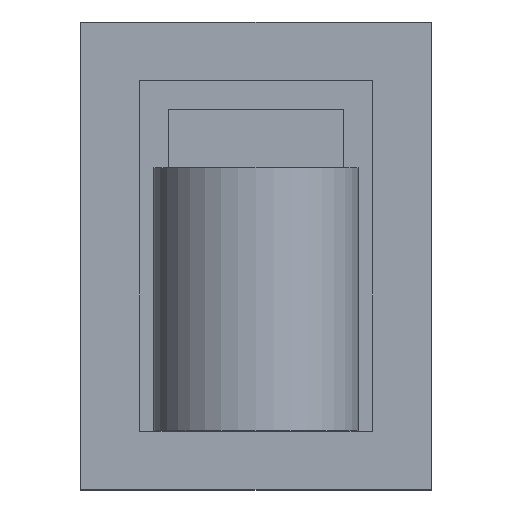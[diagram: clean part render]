
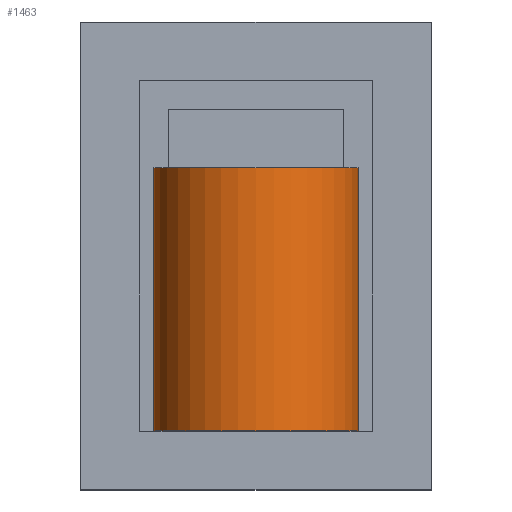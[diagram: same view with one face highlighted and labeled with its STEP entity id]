
A CAD part, top view. The second image highlights one B-rep face of the part: STEP entity #1463.
In plain terms, the highlighted cylindrical face has radius 3.5 mm (diameter 7 mm), a partial arc.
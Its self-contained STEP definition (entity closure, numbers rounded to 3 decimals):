
#415 = PLANE('',#416);
#416 = AXIS2_PLACEMENT_3D('',#417,#418,#419);
#417 = CARTESIAN_POINT('',(0.,-6.,6.807));
#418 = DIRECTION('',(0.,1.,0.));
#419 = DIRECTION('',(0.,0.,1.));
#1074 = VERTEX_POINT('',#1075);
#1075 = CARTESIAN_POINT('',(-3.5,-6.,9.5));
#1089 = PLANE('',#1090);
#1090 = AXIS2_PLACEMENT_3D('',#1091,#1092,#1093);
#1091 = CARTESIAN_POINT('',(-3.5,3.,2.));
#1092 = DIRECTION('',(-1.,0.,0.));
#1093 = DIRECTION('',(0.,0.,1.));
#1101 = EDGE_CURVE('',#1102,#1074,#1104,.T.);
#1102 = VERTEX_POINT('',#1103);
#1103 = CARTESIAN_POINT('',(3.5,-6.,9.5));
#1104 = SURFACE_CURVE('',#1105,(#1110,#1121),.PCURVE_S1.);
#1105 = CIRCLE('',#1106,3.5);
#1106 = AXIS2_PLACEMENT_3D('',#1107,#1108,#1109);
#1107 = CARTESIAN_POINT('',(0.,-6.,9.5));
#1108 = DIRECTION('',(0.,-1.,0.));
#1109 = DIRECTION('',(1.,0.,0.));
#1110 = PCURVE('',#415,#1111);
#1111 = DEFINITIONAL_REPRESENTATION('',(#1112),#1120);
#1112 = ( BOUNDED_CURVE() B_SPLINE_CURVE(2,(#1113,#1114,#1115,#1116,
#1117,#1118,#1119),.UNSPECIFIED.,.T.,.F.) B_SPLINE_CURVE_WITH_KNOTS((1,2
    ,2,2,2,1),(-2.094,0.,2.094,4.189,
6.283,8.378),.UNSPECIFIED.) CURVE() 
GEOMETRIC_REPRESENTATION_ITEM() RATIONAL_B_SPLINE_CURVE((1.,0.5,1.,0.5,
1.,0.5,1.)) REPRESENTATION_ITEM('') );
#1113 = CARTESIAN_POINT('',(2.693,3.5));
#1114 = CARTESIAN_POINT('',(8.755,3.5));
#1115 = CARTESIAN_POINT('',(5.724,-1.75));
#1116 = CARTESIAN_POINT('',(2.693,-7.));
#1117 = CARTESIAN_POINT('',(-0.338,-1.75));
#1118 = CARTESIAN_POINT('',(-3.369,3.5));
#1119 = CARTESIAN_POINT('',(2.693,3.5));
#1120 = ( GEOMETRIC_REPRESENTATION_CONTEXT(2) 
PARAMETRIC_REPRESENTATION_CONTEXT() REPRESENTATION_CONTEXT('2D SPACE',''
  ) );
#1121 = PCURVE('',#1122,#1127);
#1122 = CYLINDRICAL_SURFACE('',#1123,3.5);
#1123 = AXIS2_PLACEMENT_3D('',#1124,#1125,#1126);
#1124 = CARTESIAN_POINT('',(0.,3.,9.5));
#1125 = DIRECTION('',(0.,1.,0.));
#1126 = DIRECTION('',(1.,0.,0.));
#1127 = DEFINITIONAL_REPRESENTATION('',(#1128),#1132);
#1128 = LINE('',#1129,#1130);
#1129 = CARTESIAN_POINT('',(-0.,-9.));
#1130 = VECTOR('',#1131,1.);
#1131 = DIRECTION('',(-1.,0.));
#1132 = ( GEOMETRIC_REPRESENTATION_CONTEXT(2) 
PARAMETRIC_REPRESENTATION_CONTEXT() REPRESENTATION_CONTEXT('2D SPACE',''
  ) );
#1148 = PLANE('',#1149);
#1149 = AXIS2_PLACEMENT_3D('',#1150,#1151,#1152);
#1150 = CARTESIAN_POINT('',(3.5,3.,9.5));
#1151 = DIRECTION('',(1.,0.,0.));
#1152 = DIRECTION('',(0.,0.,-1.));
#1303 = PLANE('',#1304);
#1304 = AXIS2_PLACEMENT_3D('',#1305,#1306,#1307);
#1305 = CARTESIAN_POINT('',(0.,3.,6.807));
#1306 = DIRECTION('',(0.,1.,0.));
#1307 = DIRECTION('',(0.,0.,1.));
#1419 = VERTEX_POINT('',#1420);
#1420 = CARTESIAN_POINT('',(3.5,3.,9.5));
#1441 = EDGE_CURVE('',#1419,#1102,#1442,.T.);
#1442 = SURFACE_CURVE('',#1443,(#1447,#1454),.PCURVE_S1.);
#1443 = LINE('',#1444,#1445);
#1444 = CARTESIAN_POINT('',(3.5,3.,9.5));
#1445 = VECTOR('',#1446,1.);
#1446 = DIRECTION('',(0.,-1.,0.));
#1447 = PCURVE('',#1148,#1448);
#1448 = DEFINITIONAL_REPRESENTATION('',(#1449),#1453);
#1449 = LINE('',#1450,#1451);
#1450 = CARTESIAN_POINT('',(0.,0.));
#1451 = VECTOR('',#1452,1.);
#1452 = DIRECTION('',(0.,-1.));
#1453 = ( GEOMETRIC_REPRESENTATION_CONTEXT(2) 
PARAMETRIC_REPRESENTATION_CONTEXT() REPRESENTATION_CONTEXT('2D SPACE',''
  ) );
#1454 = PCURVE('',#1122,#1455);
#1455 = DEFINITIONAL_REPRESENTATION('',(#1456),#1460);
#1456 = LINE('',#1457,#1458);
#1457 = CARTESIAN_POINT('',(-0.,0.));
#1458 = VECTOR('',#1459,1.);
#1459 = DIRECTION('',(-0.,-1.));
#1460 = ( GEOMETRIC_REPRESENTATION_CONTEXT(2) 
PARAMETRIC_REPRESENTATION_CONTEXT() REPRESENTATION_CONTEXT('2D SPACE',''
  ) );
#1463 = ADVANCED_FACE('',(#1464),#1122,.T.);
#1464 = FACE_BOUND('',#1465,.F.);
#1465 = EDGE_LOOP('',(#1466,#1467,#1468,#1491));
#1466 = ORIENTED_EDGE('',*,*,#1441,.T.);
#1467 = ORIENTED_EDGE('',*,*,#1101,.T.);
#1468 = ORIENTED_EDGE('',*,*,#1469,.F.);
#1469 = EDGE_CURVE('',#1470,#1074,#1472,.T.);
#1470 = VERTEX_POINT('',#1471);
#1471 = CARTESIAN_POINT('',(-3.5,3.,9.5));
#1472 = SURFACE_CURVE('',#1473,(#1477,#1484),.PCURVE_S1.);
#1473 = LINE('',#1474,#1475);
#1474 = CARTESIAN_POINT('',(-3.5,3.,9.5));
#1475 = VECTOR('',#1476,1.);
#1476 = DIRECTION('',(0.,-1.,0.));
#1477 = PCURVE('',#1122,#1478);
#1478 = DEFINITIONAL_REPRESENTATION('',(#1479),#1483);
#1479 = LINE('',#1480,#1481);
#1480 = CARTESIAN_POINT('',(-3.142,0.));
#1481 = VECTOR('',#1482,1.);
#1482 = DIRECTION('',(-0.,-1.));
#1483 = ( GEOMETRIC_REPRESENTATION_CONTEXT(2) 
PARAMETRIC_REPRESENTATION_CONTEXT() REPRESENTATION_CONTEXT('2D SPACE',''
  ) );
#1484 = PCURVE('',#1089,#1485);
#1485 = DEFINITIONAL_REPRESENTATION('',(#1486),#1490);
#1486 = LINE('',#1487,#1488);
#1487 = CARTESIAN_POINT('',(7.5,0.));
#1488 = VECTOR('',#1489,1.);
#1489 = DIRECTION('',(0.,-1.));
#1490 = ( GEOMETRIC_REPRESENTATION_CONTEXT(2) 
PARAMETRIC_REPRESENTATION_CONTEXT() REPRESENTATION_CONTEXT('2D SPACE',''
  ) );
#1491 = ORIENTED_EDGE('',*,*,#1492,.F.);
#1492 = EDGE_CURVE('',#1419,#1470,#1493,.T.);
#1493 = SURFACE_CURVE('',#1494,(#1499,#1506),.PCURVE_S1.);
#1494 = CIRCLE('',#1495,3.5);
#1495 = AXIS2_PLACEMENT_3D('',#1496,#1497,#1498);
#1496 = CARTESIAN_POINT('',(0.,3.,9.5));
#1497 = DIRECTION('',(0.,-1.,0.));
#1498 = DIRECTION('',(1.,0.,0.));
#1499 = PCURVE('',#1122,#1500);
#1500 = DEFINITIONAL_REPRESENTATION('',(#1501),#1505);
#1501 = LINE('',#1502,#1503);
#1502 = CARTESIAN_POINT('',(-0.,0.));
#1503 = VECTOR('',#1504,1.);
#1504 = DIRECTION('',(-1.,0.));
#1505 = ( GEOMETRIC_REPRESENTATION_CONTEXT(2) 
PARAMETRIC_REPRESENTATION_CONTEXT() REPRESENTATION_CONTEXT('2D SPACE',''
  ) );
#1506 = PCURVE('',#1303,#1507);
#1507 = DEFINITIONAL_REPRESENTATION('',(#1508),#1516);
#1508 = ( BOUNDED_CURVE() B_SPLINE_CURVE(2,(#1509,#1510,#1511,#1512,
#1513,#1514,#1515),.UNSPECIFIED.,.T.,.F.) B_SPLINE_CURVE_WITH_KNOTS((1,2
    ,2,2,2,1),(-2.094,0.,2.094,4.189,
6.283,8.378),.UNSPECIFIED.) CURVE() 
GEOMETRIC_REPRESENTATION_ITEM() RATIONAL_B_SPLINE_CURVE((1.,0.5,1.,0.5,
1.,0.5,1.)) REPRESENTATION_ITEM('') );
#1509 = CARTESIAN_POINT('',(2.693,3.5));
#1510 = CARTESIAN_POINT('',(8.755,3.5));
#1511 = CARTESIAN_POINT('',(5.724,-1.75));
#1512 = CARTESIAN_POINT('',(2.693,-7.));
#1513 = CARTESIAN_POINT('',(-0.338,-1.75));
#1514 = CARTESIAN_POINT('',(-3.369,3.5));
#1515 = CARTESIAN_POINT('',(2.693,3.5));
#1516 = ( GEOMETRIC_REPRESENTATION_CONTEXT(2) 
PARAMETRIC_REPRESENTATION_CONTEXT() REPRESENTATION_CONTEXT('2D SPACE',''
  ) );
